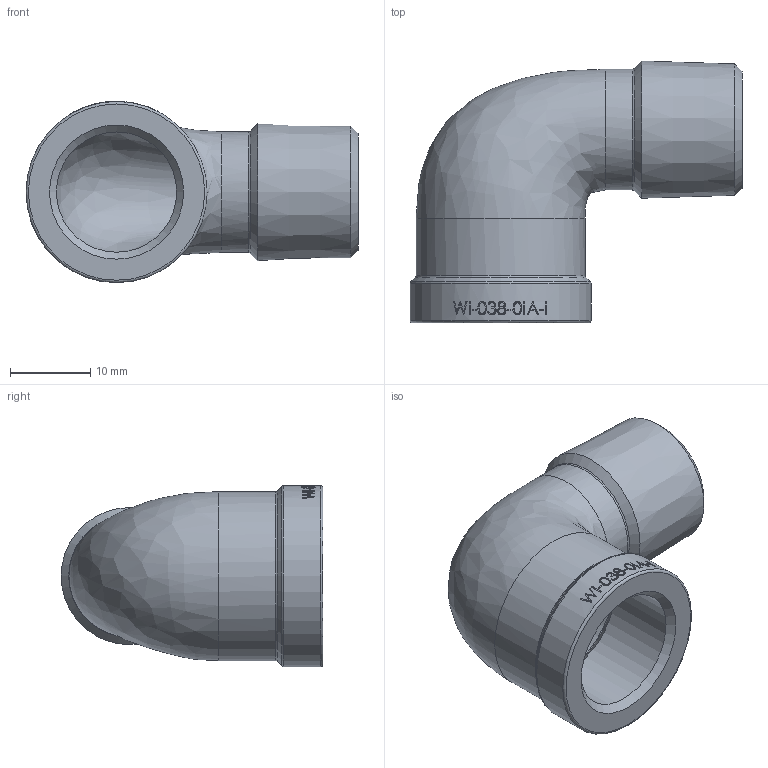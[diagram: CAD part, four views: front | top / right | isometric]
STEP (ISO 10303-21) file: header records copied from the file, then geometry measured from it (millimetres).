
FILE_DESCRIPTION (( 'STEP AP214' ), '1' );
FILE_NAME ('WI-038-0IA-I Winkel IG-AG ISO4144 2306.STEP', '2023-06-06T12:43:34', ( '' ), ( '' ), 'SwSTEP 2.0', 'SolidWorks 2019', '' );
FILE_SCHEMA (( 'AUTOMOTIVE_DESIGN' ));
Length unit declared in the file: millimetre
Products named in the file (1): WI-038-0IA-I Winkel IG-AG ISO4144 2306
Bounding box: 41.25 x 32.52 x 22.53 mm (x, y, z)
Volume: 6182 mm3; surface area: 5290.8 mm2
Topology: 1 solids, 1 shells, 139 faces, 354 edges, 233 vertices
Faces by surface type: bspline 65, plane 39, cylinder 23, cone 6, torus 6
Full cylindrical faces by diameter (mm): 11 x1, 14.942 x1, 15 x1, 17 x1, 21 x1, 22.5 x1
Entity records: 13531 total; most frequent: CARTESIAN_POINT 9591, ORIENTED_EDGE 644, DIRECTION 334, EDGE_CURVE 322, VERTEX_POINT 222, B_SPLINE_CURVE_WITH_KNOTS 205, EDGE_LOOP 178, FACE_OUTER_BOUND 153
